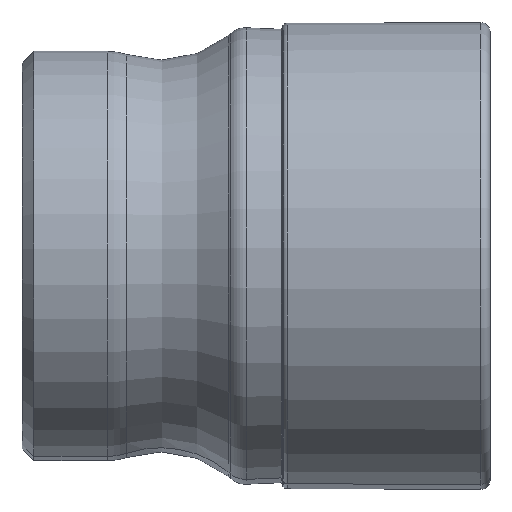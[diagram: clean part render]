
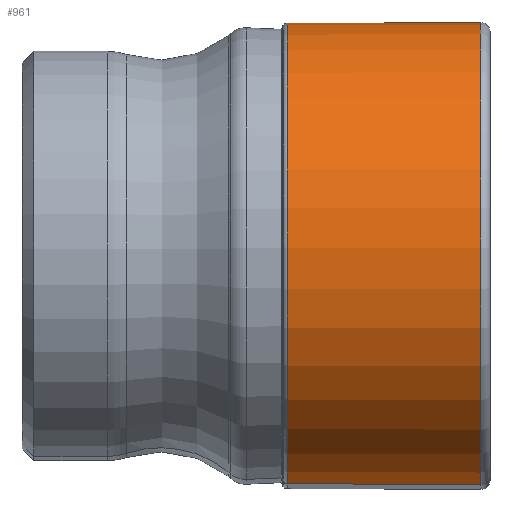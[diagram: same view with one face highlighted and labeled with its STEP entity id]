
A CAD part, top view. The second image highlights one B-rep face of the part: STEP entity #961.
In plain terms, the highlighted face is a revolution surface.
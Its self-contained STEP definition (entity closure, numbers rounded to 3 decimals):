
#831=CARTESIAN_POINT('Vertex',(22.686,-19.478,4.084)) ;
#834=CARTESIAN_POINT('Axis2P3D Location',(22.686,0.,0.)) ;
#838=CARTESIAN_POINT('Vertex',(22.686,19.478,-4.084)) ;
#866=CARTESIAN_POINT('Control Point',(39.22,19.526,-4.094)) ;
#867=CARTESIAN_POINT('Control Point',(38.213,19.523,-4.094)) ;
#868=CARTESIAN_POINT('Control Point',(37.21,19.52,-4.093)) ;
#869=CARTESIAN_POINT('Control Point',(36.211,19.515,-4.092)) ;
#870=CARTESIAN_POINT('Control Point',(34.539,19.505,-4.09)) ;
#871=CARTESIAN_POINT('Control Point',(32.867,19.496,-4.088)) ;
#872=CARTESIAN_POINT('Control Point',(32.192,19.492,-4.087)) ;
#873=CARTESIAN_POINT('Control Point',(31.355,19.488,-4.086)) ;
#874=CARTESIAN_POINT('Control Point',(30.519,19.484,-4.085)) ;
#875=CARTESIAN_POINT('Control Point',(30.333,19.483,-4.085)) ;
#876=CARTESIAN_POINT('Control Point',(29.833,19.481,-4.085)) ;
#877=CARTESIAN_POINT('Control Point',(29.334,19.479,-4.084)) ;
#878=CARTESIAN_POINT('Control Point',(28.999,19.478,-4.084)) ;
#879=CARTESIAN_POINT('Control Point',(28.497,19.477,-4.084)) ;
#880=CARTESIAN_POINT('Control Point',(27.997,19.476,-4.084)) ;
#881=CARTESIAN_POINT('Control Point',(27.836,19.476,-4.084)) ;
#882=CARTESIAN_POINT('Control Point',(27.343,19.475,-4.083)) ;
#883=CARTESIAN_POINT('Control Point',(26.853,19.474,-4.083)) ;
#884=CARTESIAN_POINT('Control Point',(26.529,19.474,-4.083)) ;
#885=CARTESIAN_POINT('Control Point',(25.574,19.474,-4.083)) ;
#886=CARTESIAN_POINT('Control Point',(24.618,19.474,-4.083)) ;
#887=CARTESIAN_POINT('Control Point',(23.977,19.475,-4.083)) ;
#888=CARTESIAN_POINT('Control Point',(23.333,19.476,-4.084)) ;
#889=CARTESIAN_POINT('Control Point',(22.686,19.478,-4.084)) ;
#890=CARTESIAN_POINT('Axis1P Location',(20.,0.,0.)) ;
#895=CARTESIAN_POINT('Control Point',(39.22,-19.526,4.094)) ;
#896=CARTESIAN_POINT('Control Point',(38.213,-19.523,4.094)) ;
#897=CARTESIAN_POINT('Control Point',(37.21,-19.52,4.093)) ;
#898=CARTESIAN_POINT('Control Point',(36.211,-19.515,4.092)) ;
#899=CARTESIAN_POINT('Control Point',(34.539,-19.505,4.09)) ;
#900=CARTESIAN_POINT('Control Point',(32.867,-19.496,4.088)) ;
#901=CARTESIAN_POINT('Control Point',(32.192,-19.492,4.087)) ;
#902=CARTESIAN_POINT('Control Point',(31.355,-19.488,4.086)) ;
#903=CARTESIAN_POINT('Control Point',(30.519,-19.484,4.085)) ;
#904=CARTESIAN_POINT('Control Point',(30.333,-19.483,4.085)) ;
#905=CARTESIAN_POINT('Control Point',(29.833,-19.481,4.085)) ;
#906=CARTESIAN_POINT('Control Point',(29.334,-19.479,4.084)) ;
#907=CARTESIAN_POINT('Control Point',(28.999,-19.478,4.084)) ;
#908=CARTESIAN_POINT('Control Point',(28.497,-19.477,4.084)) ;
#909=CARTESIAN_POINT('Control Point',(27.997,-19.476,4.084)) ;
#910=CARTESIAN_POINT('Control Point',(27.836,-19.476,4.084)) ;
#911=CARTESIAN_POINT('Control Point',(27.343,-19.475,4.083)) ;
#912=CARTESIAN_POINT('Control Point',(26.853,-19.474,4.083)) ;
#913=CARTESIAN_POINT('Control Point',(26.529,-19.474,4.083)) ;
#914=CARTESIAN_POINT('Control Point',(25.574,-19.474,4.083)) ;
#915=CARTESIAN_POINT('Control Point',(24.618,-19.474,4.083)) ;
#916=CARTESIAN_POINT('Control Point',(23.977,-19.475,4.083)) ;
#917=CARTESIAN_POINT('Control Point',(23.333,-19.476,4.084)) ;
#918=CARTESIAN_POINT('Control Point',(22.686,-19.478,4.084)) ;
#919=CARTESIAN_POINT('Vertex',(39.22,-19.526,4.094)) ;
#922=CARTESIAN_POINT('Axis2P3D Location',(39.22,0.,0.)) ;
#926=CARTESIAN_POINT('Vertex',(39.22,19.526,-4.094)) ;
#930=CARTESIAN_POINT('Control Point',(39.22,19.526,-4.094)) ;
#931=CARTESIAN_POINT('Control Point',(38.213,19.523,-4.094)) ;
#932=CARTESIAN_POINT('Control Point',(37.21,19.52,-4.093)) ;
#933=CARTESIAN_POINT('Control Point',(36.211,19.515,-4.092)) ;
#934=CARTESIAN_POINT('Control Point',(34.539,19.505,-4.09)) ;
#935=CARTESIAN_POINT('Control Point',(32.867,19.496,-4.088)) ;
#936=CARTESIAN_POINT('Control Point',(32.192,19.492,-4.087)) ;
#937=CARTESIAN_POINT('Control Point',(31.355,19.488,-4.086)) ;
#938=CARTESIAN_POINT('Control Point',(30.519,19.484,-4.085)) ;
#939=CARTESIAN_POINT('Control Point',(30.333,19.483,-4.085)) ;
#940=CARTESIAN_POINT('Control Point',(29.833,19.481,-4.085)) ;
#941=CARTESIAN_POINT('Control Point',(29.334,19.479,-4.084)) ;
#942=CARTESIAN_POINT('Control Point',(28.999,19.478,-4.084)) ;
#943=CARTESIAN_POINT('Control Point',(28.497,19.477,-4.084)) ;
#944=CARTESIAN_POINT('Control Point',(27.997,19.476,-4.084)) ;
#945=CARTESIAN_POINT('Control Point',(27.836,19.476,-4.084)) ;
#946=CARTESIAN_POINT('Control Point',(27.343,19.475,-4.083)) ;
#947=CARTESIAN_POINT('Control Point',(26.853,19.474,-4.083)) ;
#948=CARTESIAN_POINT('Control Point',(26.529,19.474,-4.083)) ;
#949=CARTESIAN_POINT('Control Point',(25.574,19.474,-4.083)) ;
#950=CARTESIAN_POINT('Control Point',(24.618,19.474,-4.083)) ;
#951=CARTESIAN_POINT('Control Point',(23.977,19.475,-4.083)) ;
#952=CARTESIAN_POINT('Control Point',(23.333,19.476,-4.084)) ;
#953=CARTESIAN_POINT('Control Point',(22.686,19.478,-4.084)) ;
#835=DIRECTION('Axis2P3D Direction',(1.,0.,0.)) ;
#891=DIRECTION('Axis1P Direction',(1.,0.,0.)) ;
#923=DIRECTION('Axis2P3D Direction',(1.,0.,0.)) ;
#836=AXIS2_PLACEMENT_3D('Circle Axis2P3D',#834,#835,$) ;
#924=AXIS2_PLACEMENT_3D('Circle Axis2P3D',#922,#923,$) ;
#956=ORIENTED_EDGE('',*,*,#921,.T.) ;
#957=ORIENTED_EDGE('',*,*,#928,.F.) ;
#958=ORIENTED_EDGE('',*,*,#954,.F.) ;
#959=ORIENTED_EDGE('',*,*,#840,.T.) ;
#961=ADVANCED_FACE('Hauptk\X2\00F6\X0\rper',(#960),#893,.F.) ;
#892=AXIS1_PLACEMENT('Revolution Surface Axis1P',#890,#891) ;
#865=B_SPLINE_CURVE_WITH_KNOTS('',5,(#866,#867,#868,#869,#870,#871,#872,#873,#874,#875,#876,#877,#878,#879,#880,#881,#882,#883,#884,#885,#886,#887,#888,#889),.UNSPECIFIED.,.F.,.U.,(6,3,3,3,3,3,3,6),(0.,7.216,12.078,13.265,15.697,16.919,19.309,24.009),.UNSPECIFIED.) ;
#894=B_SPLINE_CURVE_WITH_KNOTS('',5,(#895,#896,#897,#898,#899,#900,#901,#902,#903,#904,#905,#906,#907,#908,#909,#910,#911,#912,#913,#914,#915,#916,#917,#918),.UNSPECIFIED.,.F.,.U.,(6,3,3,3,3,3,3,6),(0.,7.216,12.078,13.265,15.697,16.919,19.309,24.009),.UNSPECIFIED.) ;
#929=B_SPLINE_CURVE_WITH_KNOTS('',5,(#930,#931,#932,#933,#934,#935,#936,#937,#938,#939,#940,#941,#942,#943,#944,#945,#946,#947,#948,#949,#950,#951,#952,#953),.UNSPECIFIED.,.F.,.U.,(6,3,3,3,3,3,3,6),(0.,7.216,12.078,13.265,15.697,16.919,19.309,24.009),.UNSPECIFIED.) ;
#837=CIRCLE('generated circle',#836,19.902) ;
#925=CIRCLE('generated circle',#924,19.95) ;
#840=EDGE_CURVE('',#839,#832,#837,.T.) ;
#921=EDGE_CURVE('',#832,#920,#894,.F.) ;
#928=EDGE_CURVE('',#927,#920,#925,.T.) ;
#954=EDGE_CURVE('',#839,#927,#929,.F.) ;
#955=EDGE_LOOP('',(#956,#957,#958,#959)) ;
#960=FACE_OUTER_BOUND('',#955,.T.) ;
#893=SURFACE_OF_REVOLUTION('Surface of Revolution',#865,#892) ;
#832=VERTEX_POINT('',#831) ;
#839=VERTEX_POINT('',#838) ;
#920=VERTEX_POINT('',#919) ;
#927=VERTEX_POINT('',#926) ;
